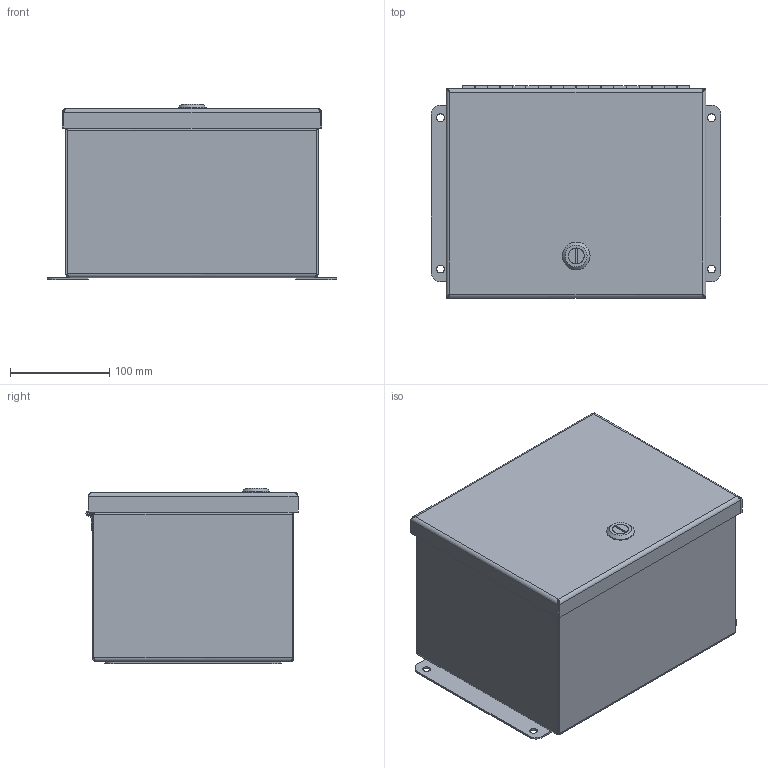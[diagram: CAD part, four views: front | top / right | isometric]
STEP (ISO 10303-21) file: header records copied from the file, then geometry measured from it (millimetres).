
FILE_DESCRIPTION(/* description */ ('NEMA 4X/IP66, JIC, 316 S.S., CH, 10X8X6'),/* implementation_level */ '2;1');
FILE_NAME(/* name */ 'BN4100806CHQTSSA.stp',/* time_stamp */ '2021-10-14T08:26:09-05:00',/* author */ ('samuelbadillo'),/* organization */ (''),/* preprocessor_version */ 'ST-DEVELOPER v18',/* originating_system */ 'Autodesk Inventor 2020',/* authorisation */ '');
FILE_SCHEMA (('AUTOMOTIVE_DESIGN { 1 0 10303 214 3 1 1 }'));
Length unit declared in the file: inch
Products named in the file (22): BN4100806CHQTSSA; BN41008CHQTSSALID; FOAM IN PLACE; 348129; H4050549; H4050549LH; H4050549P; H4050549TH; BN4100806CHQTSSABKP; 34973; HFW3883; HFW351142; 1000-5046_prt; 1000-u156_asm; 1000-102A-AA; 1000-02; 1000-23; 1000-u630_asm; 1000-318-PF; 1000-03-PG; 1000-24; 1000-277-01PI
Assembly tree (25 placements, depth 4):
  BN4100806CHQTSSA
    BN41008CHQTSSALID
    FOAM IN PLACE
    348129  x2
    H4050549
      H4050549LH
      H4050549P
      H4050549TH
    BN4100806CHQTSSABKP
    34973  x4
    HFW3883
    HFW351142
      1000-5046_prt
      1000-u156_asm
        1000-102A-AA
        1000-02
        1000-23
      1000-u630_asm
        1000-318-PF
        1000-03-PG
        1000-24
        1000-277-01PI
Bounding box: 292.1 x 213.66 x 176.41 mm (x, y, z)
Volume: 519088.7 mm3; surface area: 648144.5 mm2
Topology: 21 solids, 21 shells, 661 faces, 1622 edges, 1015 vertices
Faces by surface type: plane 358, cylinder 202, bspline 66, torus 21, cone 14
Full cylindrical faces by diameter (mm): 2.54 x1, 2.957 x18, 3.962 x4, 4.826 x1, 5 x1, 5.5 x1, 7.62 x4, 7.874 x4, 8 x1, 8.56 x1, 9.9 x1, 10 x1, 10.2 x1, 12.8 x1, 13.5 x1, 15.2 x1, 15.875 x4, 16 x1, 16.1 x1, 19.8 x1, 20.376 x2, 28 x1
Entity records: 22263 total; most frequent: CARTESIAN_POINT 6299, ORIENTED_EDGE 3056, DIRECTION 3053, EDGE_CURVE 1528, AXIS2_PLACEMENT_3D 1031, LINE 991, VECTOR 991, VERTEX_POINT 951
